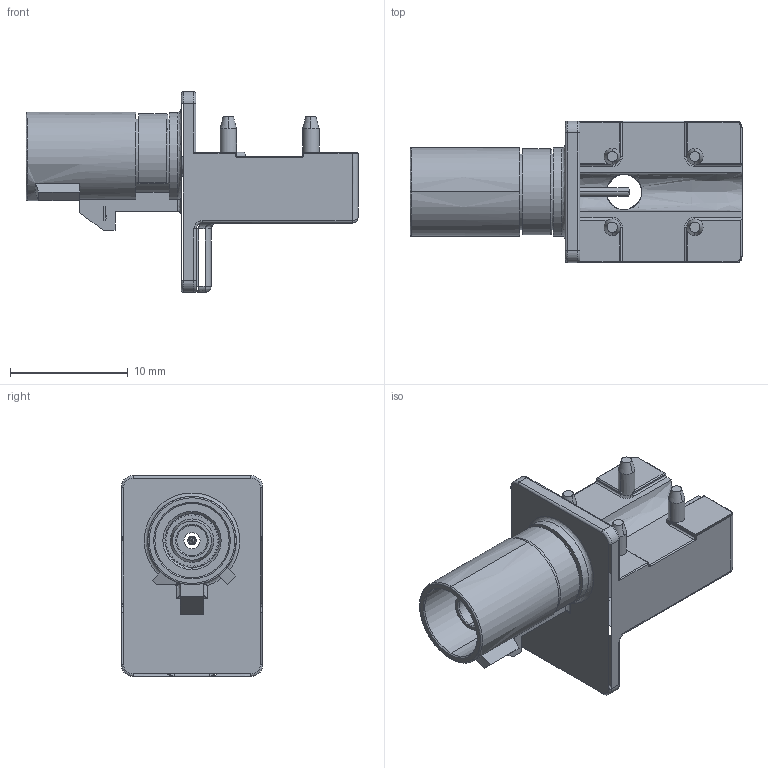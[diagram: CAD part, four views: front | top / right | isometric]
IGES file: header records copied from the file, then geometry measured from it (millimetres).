
Start section:  PTC IGES file: 2fa1-nxsp-pcb-3.igs
Global section: file name: 2fa1-nxsp-pcb-3.igs; native system: Pro/ENGINEER by Parametric Technology Corporation; preprocessor: 2010280; author: Arun Prabu; organization: Unknown; date: 20120109.164519; units: millimetre
Bounding box: 28.15 x 12 x 17 mm (x, y, z)
Surface area: 1756.5 mm2 (no closed solid volume)
Topology: 0 solids, 0 shells, 177 faces, 1021 edges, 1021 vertices
Faces by surface type: revolution 116, bspline 61
